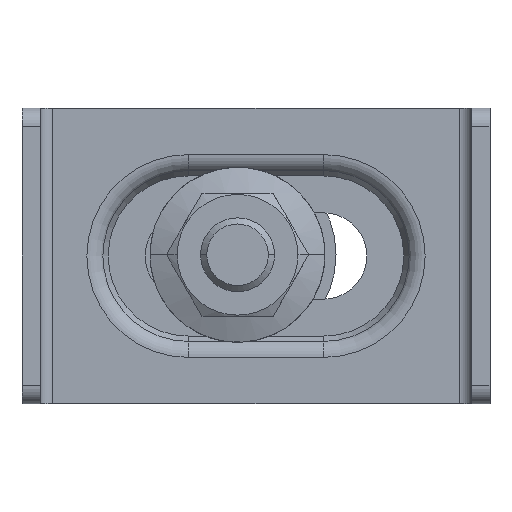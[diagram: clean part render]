
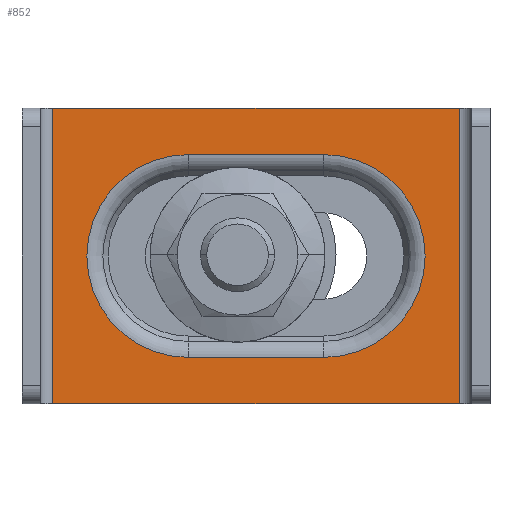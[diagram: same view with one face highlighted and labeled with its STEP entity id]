
A CAD part, front view. The second image highlights one B-rep face of the part: STEP entity #852.
In plain terms, the highlighted planar face has unit normal (0, -1, 0).
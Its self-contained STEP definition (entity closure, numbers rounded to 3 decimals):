
#5=DIRECTION('',(0.,0.,-1.));
#6=VECTOR('',#5,24.);
#7=CARTESIAN_POINT('',(144.071,232.678,0.));
#8=LINE('',#7,#6);
#14=DIRECTION('',(1.,0.,0.));
#15=VECTOR('',#14,33.);
#16=CARTESIAN_POINT('',(111.071,232.678,0.));
#17=LINE('',#16,#15);
#199=DIRECTION('',(0.,0.,1.));
#200=VECTOR('',#199,24.);
#201=CARTESIAN_POINT('',(111.071,232.678,-24.));
#202=LINE('',#201,#200);
#207=DIRECTION('',(1.,0.,0.));
#208=VECTOR('',#207,33.);
#209=CARTESIAN_POINT('',(111.071,232.678,-24.));
#210=LINE('',#209,#208);
#211=CARTESIAN_POINT('',(133.071,232.678,-12.));
#212=DIRECTION('',(0.,1.,0.));
#213=DIRECTION('',(0.,0.,1.));
#214=AXIS2_PLACEMENT_3D('',#211,#212,#213);
#216=CARTESIAN_POINT('',(122.071,232.678,-12.));
#217=DIRECTION('',(0.,1.,0.));
#218=DIRECTION('',(0.,0.,-1.));
#219=AXIS2_PLACEMENT_3D('',#216,#217,#218);
#221=DIRECTION('',(1.,0.,0.));
#222=VECTOR('',#221,11.);
#223=CARTESIAN_POINT('',(122.071,232.678,-20.232));
#224=LINE('',#223,#222);
#248=DIRECTION('',(-1.,0.,0.));
#249=VECTOR('',#248,11.);
#250=CARTESIAN_POINT('',(133.071,232.678,-3.768));
#251=LINE('',#250,#249);
#451=CARTESIAN_POINT('',(144.071,232.678,0.));
#452=CARTESIAN_POINT('',(144.071,232.678,-24.));
#453=VERTEX_POINT('',#451);
#454=VERTEX_POINT('',#452);
#527=CARTESIAN_POINT('',(122.071,232.678,-20.232));
#528=CARTESIAN_POINT('',(122.071,232.678,-3.768));
#529=VERTEX_POINT('',#527);
#530=VERTEX_POINT('',#528);
#535=CARTESIAN_POINT('',(133.071,232.678,-20.232));
#536=VERTEX_POINT('',#535);
#541=CARTESIAN_POINT('',(111.071,232.678,0.));
#542=VERTEX_POINT('',#541);
#543=CARTESIAN_POINT('',(133.071,232.678,-3.768));
#544=VERTEX_POINT('',#543);
#567=CARTESIAN_POINT('',(111.071,232.678,-24.));
#568=VERTEX_POINT('',#567);
#831=CARTESIAN_POINT('',(127.571,232.678,-24.));
#832=DIRECTION('',(0.,1.,0.));
#833=DIRECTION('',(0.,0.,1.));
#834=AXIS2_PLACEMENT_3D('',#831,#832,#833);
#835=PLANE('',#834);
#836=ORIENTED_EDGE('',*,*,#593,.T.);
#837=ORIENTED_EDGE('',*,*,#580,.T.);
#838=ORIENTED_EDGE('',*,*,#655,.F.);
#839=ORIENTED_EDGE('',*,*,#824,.T.);
#840=EDGE_LOOP('',(#836,#837,#838,#839));
#841=FACE_OUTER_BOUND('',#840,.F.);
#843=ORIENTED_EDGE('',*,*,#842,.T.);
#845=ORIENTED_EDGE('',*,*,#844,.F.);
#847=ORIENTED_EDGE('',*,*,#846,.T.);
#849=ORIENTED_EDGE('',*,*,#848,.F.);
#850=EDGE_LOOP('',(#843,#845,#847,#849));
#851=FACE_BOUND('',#850,.F.);
#852=ADVANCED_FACE('',(#841,#851),#835,.F.);
#215=CIRCLE('',#214,8.232);
#220=CIRCLE('',#219,8.232);
#580=EDGE_CURVE('',#453,#454,#8,.T.);
#593=EDGE_CURVE('',#542,#453,#17,.T.);
#655=EDGE_CURVE('',#568,#454,#210,.T.);
#824=EDGE_CURVE('',#568,#542,#202,.T.);
#842=EDGE_CURVE('',#529,#536,#224,.T.);
#844=EDGE_CURVE('',#544,#536,#215,.T.);
#846=EDGE_CURVE('',#544,#530,#251,.T.);
#848=EDGE_CURVE('',#529,#530,#220,.T.);
